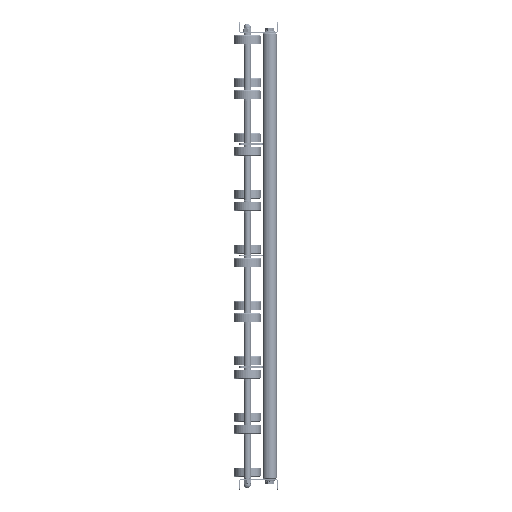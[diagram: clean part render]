
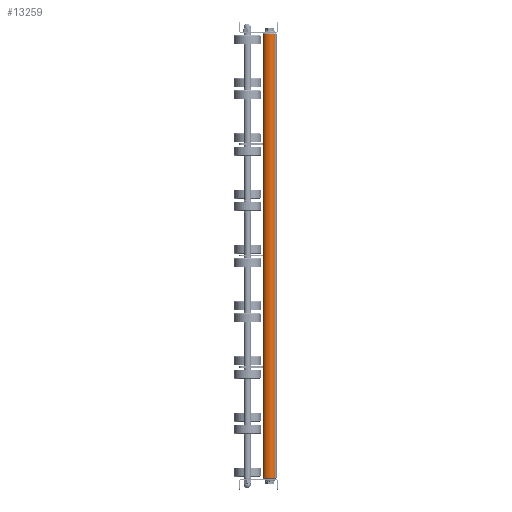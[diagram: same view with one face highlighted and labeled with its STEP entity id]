
A CAD part, left-side view. The second image highlights one B-rep face of the part: STEP entity #13259.
In plain terms, the highlighted cylindrical face has radius 12.5 mm (diameter 25 mm), a partial arc.
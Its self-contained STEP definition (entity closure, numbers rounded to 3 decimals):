
#1410 = EDGE_CURVE ( 'NONE', #1788, #11596, #10760, .T. ) ;
#1527 = DIRECTION ( 'NONE',  ( 0., 0., -1. ) ) ;
#1653 = CARTESIAN_POINT ( 'NONE',  ( 800., 0., 12.5 ) ) ;
#1788 = VERTEX_POINT ( 'NONE', #2527 ) ;
#2112 = EDGE_CURVE ( 'NONE', #1788, #18318, #5753, .T. ) ;
#2527 = CARTESIAN_POINT ( 'NONE',  ( 799., 0., -12.5 ) ) ;
#2829 = CARTESIAN_POINT ( 'NONE',  ( 1., 0., -12.5 ) ) ;
#2926 = VERTEX_POINT ( 'NONE', #3069 ) ;
#3069 = CARTESIAN_POINT ( 'NONE',  ( 1., 0., 12.5 ) ) ;
#3196 = ORIENTED_EDGE ( 'NONE', *, *, #13384, .T. ) ;
#4378 = CARTESIAN_POINT ( 'NONE',  ( 800., 0., 0. ) ) ;
#4905 = ORIENTED_EDGE ( 'NONE', *, *, #2112, .F. ) ;
#5753 = LINE ( 'NONE', #10565, #10461 ) ;
#6345 = DIRECTION ( 'NONE',  ( -1., 0., 0. ) ) ;
#7607 = CARTESIAN_POINT ( 'NONE',  ( 799., 0., 12.5 ) ) ;
#7670 = AXIS2_PLACEMENT_3D ( 'NONE', #4378, #6345, #9199 ) ;
#8205 = DIRECTION ( 'NONE',  ( -1., 0., 0. ) ) ;
#9199 = DIRECTION ( 'NONE',  ( 0., 0., 1. ) ) ;
#9305 = FACE_OUTER_BOUND ( 'NONE', #12077, .T. ) ;
#9363 = AXIS2_PLACEMENT_3D ( 'NONE', #14084, #20668, #17475 ) ;
#9372 = VECTOR ( 'NONE', #8205, 1000. ) ;
#10461 = VECTOR ( 'NONE', #17319, 1000. ) ;
#10565 = CARTESIAN_POINT ( 'NONE',  ( 800., 0., -12.5 ) ) ;
#10760 = CIRCLE ( 'NONE', #9363, 12.5 ) ;
#11365 = CYLINDRICAL_SURFACE ( 'NONE', #7670, 12.5 ) ;
#11596 = VERTEX_POINT ( 'NONE', #7607 ) ;
#11614 = ORIENTED_EDGE ( 'NONE', *, *, #1410, .T. ) ;
#12077 = EDGE_LOOP ( 'NONE', ( #4905, #11614, #3196, #18499 ) ) ;
#13259 = ADVANCED_FACE ( 'NONE', ( #9305 ), #11365, .T. ) ;
#13384 = EDGE_CURVE ( 'NONE', #11596, #2926, #16585, .T. ) ;
#13637 = AXIS2_PLACEMENT_3D ( 'NONE', #21569, #18315, #1527 ) ;
#14084 = CARTESIAN_POINT ( 'NONE',  ( 799., 0., 0. ) ) ;
#14327 = CIRCLE ( 'NONE', #13637, 12.5 ) ;
#16585 = LINE ( 'NONE', #1653, #9372 ) ;
#17319 = DIRECTION ( 'NONE',  ( -1., 0., 0. ) ) ;
#17475 = DIRECTION ( 'NONE',  ( 0., 0., -1. ) ) ;
#18315 = DIRECTION ( 'NONE',  ( 1., 0., 0. ) ) ;
#18318 = VERTEX_POINT ( 'NONE', #2829 ) ;
#18499 = ORIENTED_EDGE ( 'NONE', *, *, #20442, .T. ) ;
#20442 = EDGE_CURVE ( 'NONE', #2926, #18318, #14327, .T. ) ;
#20668 = DIRECTION ( 'NONE',  ( -1., 0., 0. ) ) ;
#21569 = CARTESIAN_POINT ( 'NONE',  ( 1., 0., 0. ) ) ;
